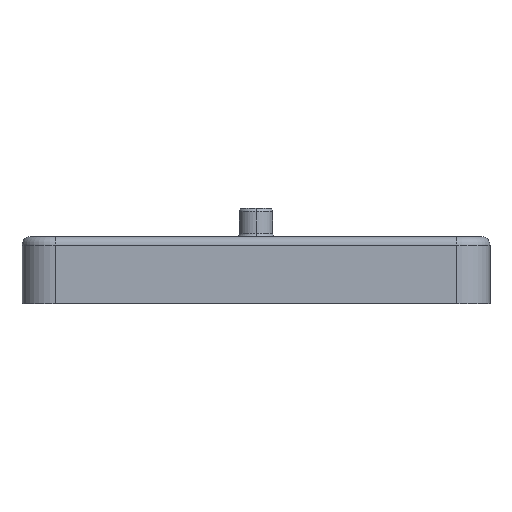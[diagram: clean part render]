
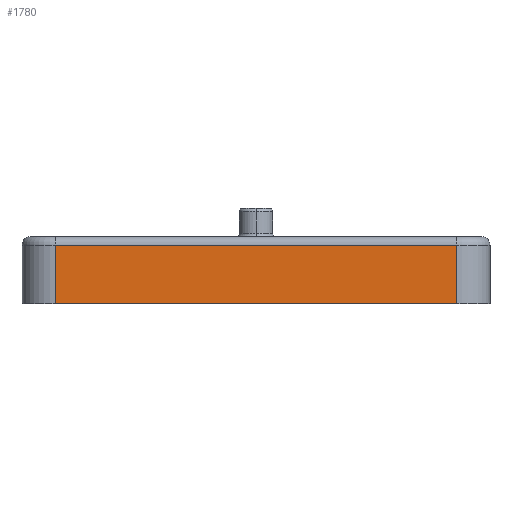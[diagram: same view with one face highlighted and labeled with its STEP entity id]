
A CAD part, left-side view. The second image highlights one B-rep face of the part: STEP entity #1780.
In plain terms, the highlighted planar face has unit normal (-1, 0, 0).
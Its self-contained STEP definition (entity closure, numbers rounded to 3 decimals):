
#8 = VERTEX_POINT ( 'NONE', #1249 ) ;
#68 = VECTOR ( 'NONE', #422, 1000. ) ;
#149 = CARTESIAN_POINT ( 'NONE',  ( -24., -14., 0. ) ) ;
#212 = VECTOR ( 'NONE', #1735, 1000. ) ;
#422 = DIRECTION ( 'NONE',  ( 0., 0., 1. ) ) ;
#425 = LINE ( 'NONE', #430, #1253 ) ;
#430 = CARTESIAN_POINT ( 'NONE',  ( -24., 12., 4. ) ) ;
#470 = LINE ( 'NONE', #1694, #839 ) ;
#488 = CARTESIAN_POINT ( 'NONE',  ( -24., 12., 3.5 ) ) ;
#586 = VERTEX_POINT ( 'NONE', #891 ) ;
#590 = CARTESIAN_POINT ( 'NONE',  ( -24., -12., 0. ) ) ;
#620 = LINE ( 'NONE', #149, #212 ) ;
#666 = EDGE_CURVE ( 'NONE', #8, #1058, #620, .T. ) ;
#739 = DIRECTION ( 'NONE',  ( 0., 1., 0. ) ) ;
#799 = CARTESIAN_POINT ( 'NONE',  ( -24., -14., 4. ) ) ;
#839 = VECTOR ( 'NONE', #739, 1000. ) ;
#891 = CARTESIAN_POINT ( 'NONE',  ( -24., -12., 3.5 ) ) ;
#946 = ORIENTED_EDGE ( 'NONE', *, *, #666, .T. ) ;
#953 = PLANE ( 'NONE',  #1481 ) ;
#993 = EDGE_CURVE ( 'NONE', #1058, #586, #1299, .T. ) ;
#1019 = EDGE_CURVE ( 'NONE', #586, #1859, #470, .T. ) ;
#1027 = EDGE_CURVE ( 'NONE', #1859, #8, #425, .T. ) ;
#1058 = VERTEX_POINT ( 'NONE', #590 ) ;
#1109 = DIRECTION ( 'NONE',  ( 0., 0., -1. ) ) ;
#1196 = FACE_OUTER_BOUND ( 'NONE', #2023, .T. ) ;
#1249 = CARTESIAN_POINT ( 'NONE',  ( -24., 12., 0. ) ) ;
#1253 = VECTOR ( 'NONE', #1700, 1000. ) ;
#1299 = LINE ( 'NONE', #1850, #68 ) ;
#1358 = ORIENTED_EDGE ( 'NONE', *, *, #1027, .T. ) ;
#1418 = DIRECTION ( 'NONE',  ( 1., 0., 0. ) ) ;
#1481 = AXIS2_PLACEMENT_3D ( 'NONE', #799, #1418, #1109 ) ;
#1572 = ORIENTED_EDGE ( 'NONE', *, *, #1019, .T. ) ;
#1694 = CARTESIAN_POINT ( 'NONE',  ( -24., 12., 3.5 ) ) ;
#1700 = DIRECTION ( 'NONE',  ( 0., 0., -1. ) ) ;
#1735 = DIRECTION ( 'NONE',  ( 0., -1., 0. ) ) ;
#1780 = ADVANCED_FACE ( 'NONE', ( #1196 ), #953, .F. ) ;
#1850 = CARTESIAN_POINT ( 'NONE',  ( -24., -12., 4. ) ) ;
#1859 = VERTEX_POINT ( 'NONE', #488 ) ;
#1860 = ORIENTED_EDGE ( 'NONE', *, *, #993, .T. ) ;
#2023 = EDGE_LOOP ( 'NONE', ( #1860, #1572, #1358, #946 ) ) ;
